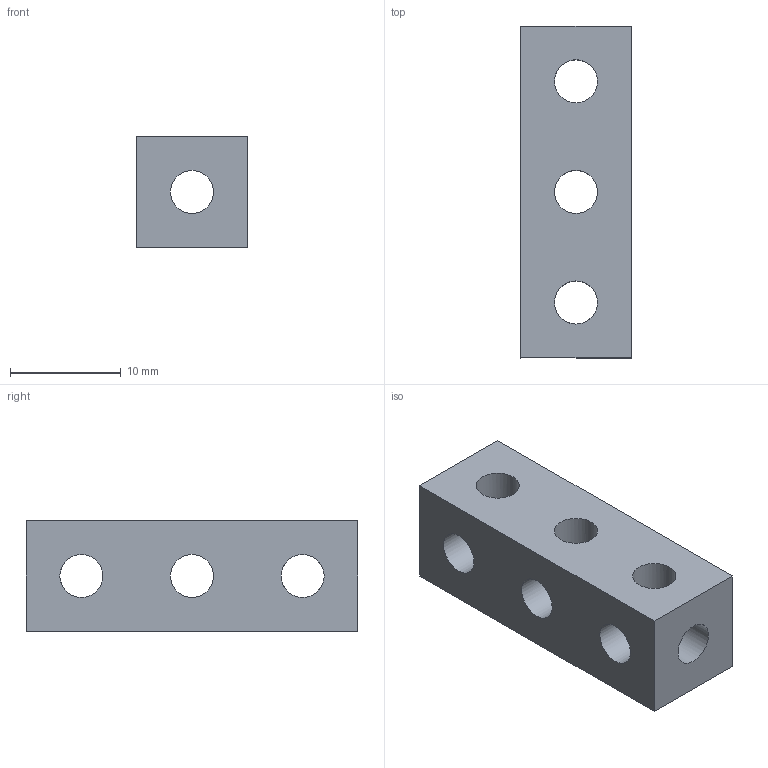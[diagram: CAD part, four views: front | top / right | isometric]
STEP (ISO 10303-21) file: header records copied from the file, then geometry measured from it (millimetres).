
FILE_DESCRIPTION(('Open CASCADE Model'),'2;1');
FILE_NAME('Open CASCADE Shape Model','2025-12-22T21:14:37',('Author'),( 'Open CASCADE'),'Open CASCADE STEP processor 7.8','Open CASCADE 7.8' ,'Unknown');
FILE_SCHEMA(('AUTOMOTIVE_DESIGN { 1 0 10303 214 1 1 1 1 }'));
Length unit declared in the file: millimetre
Products named in the file (1): Open CASCADE STEP translator 7.8 2
Bounding box: 10 x 30 x 10 mm (x, y, z)
Volume: 2176.5 mm3; surface area: 1948.3 mm2
Topology: 1 solids, 1 shells, 22 faces, 99 edges, 67 vertices
Faces by surface type: cylinder 16, plane 6
Full cylindrical faces by diameter (mm): 3.9 x16
Entity records: 3325 total; most frequent: CARTESIAN_POINT 1557, DIRECTION 292, ORIENTED_EDGE 198, PCURVE 198, DEFINITIONAL_REPRESENTATION 198, B_SPLINE_CURVE_WITH_KNOTS 114, EDGE_CURVE 99, LINE 98
